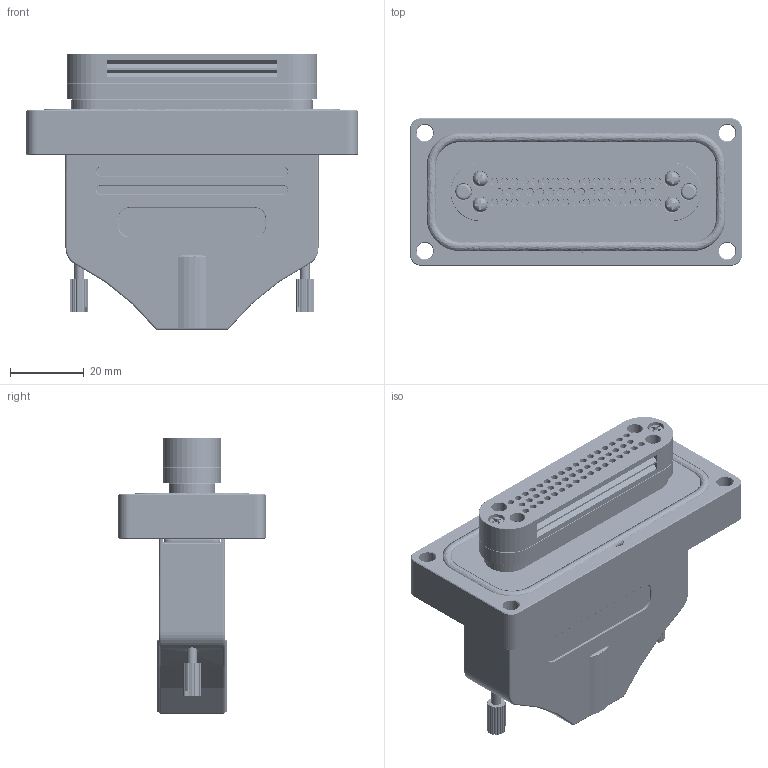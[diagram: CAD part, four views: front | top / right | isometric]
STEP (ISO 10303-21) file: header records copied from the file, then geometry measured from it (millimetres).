
FILE_DESCRIPTION (( 'STEP AP214' ), '1' );
FILE_NAME ('俋楷耀倰-Z-D-BP-1D50.STEP', '2024-08-14T03:49:46', ( '' ), ( '' ), 'SwSTEP 2.0', 'SolidWorks 2020', '' );
FILE_SCHEMA (( 'AUTOMOTIVE_DESIGN' ));
Length unit declared in the file: millimetre
Products named in the file (14): 俋楷耀倰-Z-D-BP-1D50; UNC#4-40-12.7; 俋楷耀倰-CFG-D1005; 脣芛蹟隊-UNC #4-40-DB50; XF-D50-01; 60X2.65-BP50; DB50脣芛; XF-D50; 俋楷耀倰-FL-D-BP-1D50; NDL-D10L13; SCRW-M3; D-SUBĸͷ-DB50; XF-D50-02; 俋褲-DB50
Assembly tree (116 placements, depth 3):
  俋楷耀倰-Z-D-BP-1D50
    俋楷耀倰-FL-D-BP-1D50
    NDL-D10L13  x50
    60X2.65-BP50
    DB50脣芛
      俋褲-DB50
      D-SUBĸͷ-DB50
      脣芛蹟隊-UNC #4-40-DB50  x2
    XF-D50
      XF-D50-01
      XF-D50-02
      SCRW-M3  x4
      UNC#4-40-12.7  x2
      俋楷耀倰-CFG-D1005  x50
Bounding box: 90 x 40 x 74.8 mm (x, y, z)
Volume: 99906.5 mm3; surface area: 54536.4 mm2
Topology: 115 solids, 115 shells, 2731 faces, 7014 edges, 4792 vertices
Faces by surface type: cylinder 1036, plane 1016, cone 368, torus 233, bspline 70, sphere 8
Full cylindrical faces by diameter (mm): 1 x150, 1.6 x50, 1.66 x50, 1.8 x100, 2.22 x50, 2.3 x52, 2.4 x52, 2.7 x2, 3 x72, 3.2 x4, 4 x4, 4.2 x4, 4.3 x4, 4.5 x6, 12 x1
Entity records: 73039 total; most frequent: CARTESIAN_POINT 36080, DIRECTION 7080, ORIENTED_EDGE 7000, EDGE_CURVE 3500, VERTEX_POINT 2916, AXIS2_PLACEMENT_3D 2870, EDGE_LOOP 2580, FACE_OUTER_BOUND 1720
